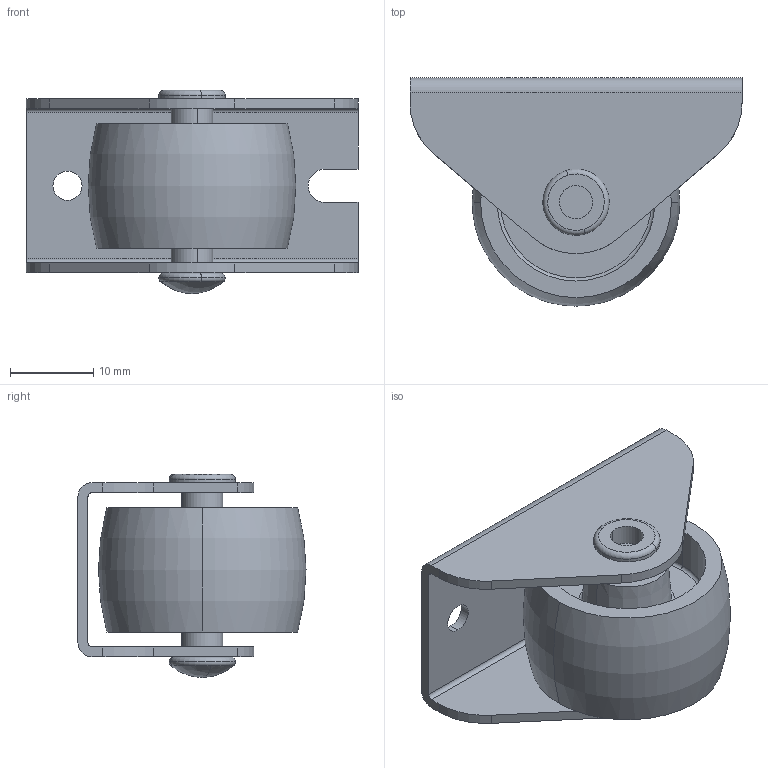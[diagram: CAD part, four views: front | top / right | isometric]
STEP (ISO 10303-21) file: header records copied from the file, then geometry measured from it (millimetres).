
FILE_DESCRIPTION(('STEP AP203'),'1');
FILE_NAME('e50_025.stp','2023-07-13T07:58:07',('TraceParts'),('TraceParts S.A.'),'Spatial InterOp 3D',' ',' ');
FILE_SCHEMA(('CONFIG_CONTROL_DESIGN'));
Length unit declared in the file: millimetre
Products named in the file (1): 1
Bounding box: 40 x 27.47 x 24.5 mm (x, y, z)
Volume: 7209.7 mm3; surface area: 7615.7 mm2
Topology: 3 solids, 3 shells, 76 faces, 178 edges, 115 vertices
Faces by surface type: cylinder 29, plane 25, torus 16, cone 4, sphere 2
Entity records: 2288 total; most frequent: DIRECTION 442, CARTESIAN_POINT 372, ORIENTED_EDGE 356, AXIS2_PLACEMENT_3D 185, EDGE_CURVE 178, VERTEX_POINT 115, CIRCLE 106, EDGE_LOOP 91
